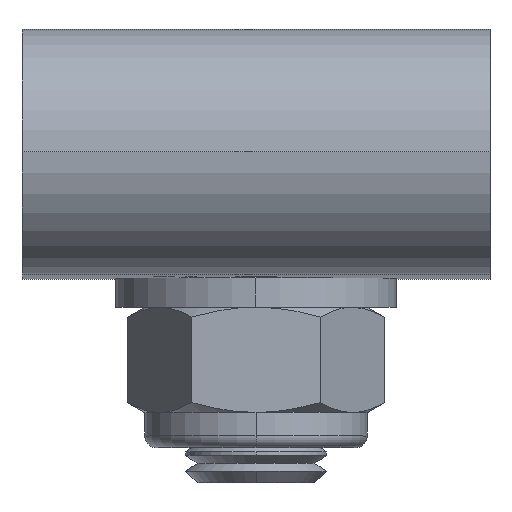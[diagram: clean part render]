
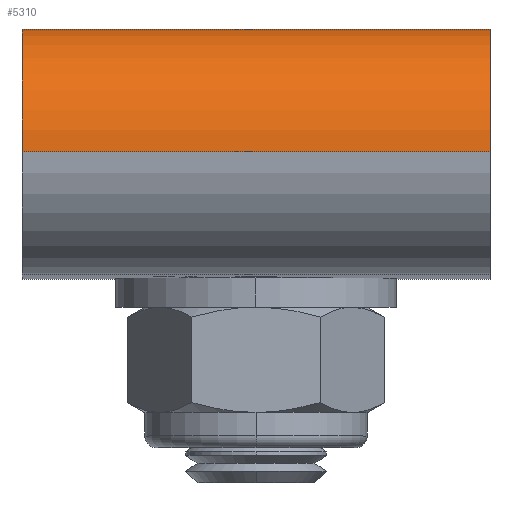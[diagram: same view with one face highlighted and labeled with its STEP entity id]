
A CAD part, top view. The second image highlights one B-rep face of the part: STEP entity #5310.
In plain terms, the highlighted cylindrical face has radius 10.5 mm (diameter 21 mm), a partial arc.
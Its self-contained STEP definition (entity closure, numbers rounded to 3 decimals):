
#362 = DIRECTION ( 'NONE',  ( -1., 0., 0. ) ) ;
#559 = EDGE_CURVE ( 'NONE', #2634, #16830, #7271, .T. ) ;
#865 = CARTESIAN_POINT ( 'NONE',  ( -20., 10.5, 224.5 ) ) ;
#1166 = ORIENTED_EDGE ( 'NONE', *, *, #1552, .F. ) ;
#1552 = EDGE_CURVE ( 'NONE', #12675, #2634, #6215, .T. ) ;
#1984 = DIRECTION ( 'NONE',  ( 0., 0., 1. ) ) ;
#2477 = VERTEX_POINT ( 'NONE', #17053 ) ;
#2634 = VERTEX_POINT ( 'NONE', #16179 ) ;
#3106 = LINE ( 'NONE', #13594, #9604 ) ;
#3386 = CARTESIAN_POINT ( 'NONE',  ( 20., 10.5, 224.5 ) ) ;
#3489 = VECTOR ( 'NONE', #9990, 1000. ) ;
#3598 = FACE_OUTER_BOUND ( 'NONE', #7481, .T. ) ;
#3769 = CARTESIAN_POINT ( 'NONE',  ( 20., 10.5, 235. ) ) ;
#5310 = ADVANCED_FACE ( 'NONE', ( #3598 ), #12366, .T. ) ;
#6215 = LINE ( 'NONE', #11405, #3489 ) ;
#6779 = CARTESIAN_POINT ( 'NONE',  ( -20., 21., 224.5 ) ) ;
#7271 = CIRCLE ( 'NONE', #7733, 10.5 ) ;
#7481 = EDGE_LOOP ( 'NONE', ( #1166, #11510, #8296, #15797 ) ) ;
#7733 = AXIS2_PLACEMENT_3D ( 'NONE', #865, #10033, #16755 ) ;
#8296 = ORIENTED_EDGE ( 'NONE', *, *, #14518, .T. ) ;
#9480 = AXIS2_PLACEMENT_3D ( 'NONE', #3386, #15283, #1984 ) ;
#9604 = VECTOR ( 'NONE', #362, 1000. ) ;
#9990 = DIRECTION ( 'NONE',  ( -1., 0., 0. ) ) ;
#10033 = DIRECTION ( 'NONE',  ( -1., 0., 0. ) ) ;
#11405 = CARTESIAN_POINT ( 'NONE',  ( 20., 10.5, 235. ) ) ;
#11510 = ORIENTED_EDGE ( 'NONE', *, *, #14544, .T. ) ;
#11980 = AXIS2_PLACEMENT_3D ( 'NONE', #16550, #16714, #12763 ) ;
#12366 = CYLINDRICAL_SURFACE ( 'NONE', #9480, 10.5 ) ;
#12675 = VERTEX_POINT ( 'NONE', #3769 ) ;
#12763 = DIRECTION ( 'NONE',  ( 0., 0., 1. ) ) ;
#13594 = CARTESIAN_POINT ( 'NONE',  ( 20., 21., 224.5 ) ) ;
#14518 = EDGE_CURVE ( 'NONE', #2477, #16830, #3106, .T. ) ;
#14544 = EDGE_CURVE ( 'NONE', #12675, #2477, #15819, .T. ) ;
#15283 = DIRECTION ( 'NONE',  ( -1., 0., 0. ) ) ;
#15797 = ORIENTED_EDGE ( 'NONE', *, *, #559, .F. ) ;
#15819 = CIRCLE ( 'NONE', #11980, 10.5 ) ;
#16179 = CARTESIAN_POINT ( 'NONE',  ( -20., 10.5, 235. ) ) ;
#16550 = CARTESIAN_POINT ( 'NONE',  ( 20., 10.5, 224.5 ) ) ;
#16714 = DIRECTION ( 'NONE',  ( -1., 0., 0. ) ) ;
#16755 = DIRECTION ( 'NONE',  ( 0., 0., 1. ) ) ;
#16830 = VERTEX_POINT ( 'NONE', #6779 ) ;
#17053 = CARTESIAN_POINT ( 'NONE',  ( 20., 21., 224.5 ) ) ;
